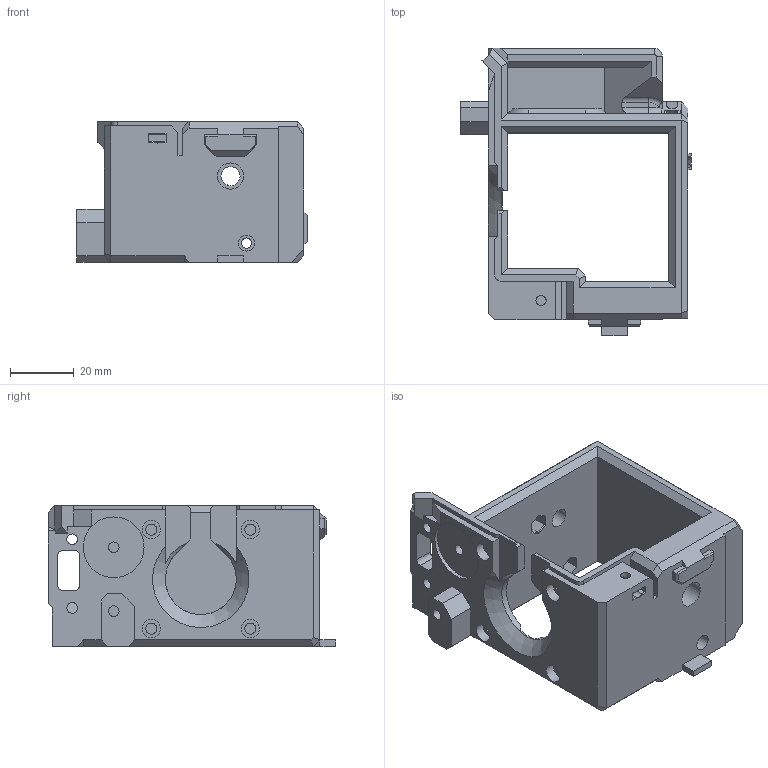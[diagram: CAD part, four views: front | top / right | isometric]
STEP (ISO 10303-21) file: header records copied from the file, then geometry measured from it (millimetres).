
FILE_DESCRIPTION(/* description */ (''),/* implementation_level */ '2;1');
FILE_NAME(/* name */ 'corexy-back-right_R.stp',/* time_stamp */ '2024-01-18T11:03:02+01:00',/* author */ ('Mikuláček'),/* organization */ (''),/* preprocessor_version */ 'ST-DEVELOPER v19.2',/* originating_system */ 'Autodesk Inventor 2023',/* authorisation */ '');
FILE_SCHEMA (('AUTOMOTIVE_DESIGN { 1 0 10303 214 3 1 1 }'));
Length unit declared in the file: millimetre
Products named in the file (1): corexy-back-right
Bounding box: 72.12 x 90 x 44 mm (x, y, z)
Volume: 83861.6 mm3; surface area: 29740.8 mm2
Topology: 1 solids, 1 shells, 389 faces, 1043 edges, 665 vertices
Faces by surface type: plane 312, cylinder 47, bspline 22, cone 7, torus 1
Full cylindrical faces by diameter (mm): 3.2 x3, 3.3 x2, 3.35 x2, 3.4 x2, 3.5 x4, 5 x1, 5.6 x2, 5.8 x4, 6 x1, 8.2 x1, 13.2 x1, 19 x1
Entity records: 12268 total; most frequent: CARTESIAN_POINT 2540, ORIENTED_EDGE 2078, DIRECTION 1856, EDGE_CURVE 1039, LINE 854, VECTOR 854, VERTEX_POINT 664, AXIS2_PLACEMENT_3D 501
